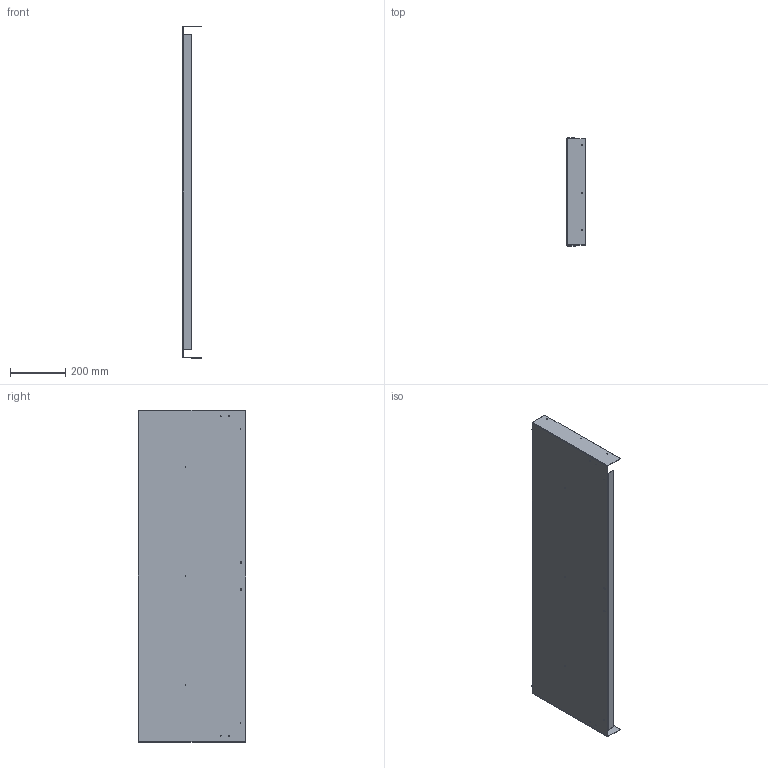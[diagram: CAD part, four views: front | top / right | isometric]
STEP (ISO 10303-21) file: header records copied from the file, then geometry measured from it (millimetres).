
FILE_DESCRIPTION (( 'STEP AP203' ), '1' );
FILE_NAME ('Front_Défaut_sldprt.STEP', '2020-01-15T11:00:21', ( '' ), ( '' ), 'SwSTEP 2.0', 'SolidWorks 2017', '' );
FILE_SCHEMA (( 'CONFIG_CONTROL_DESIGN' ));
Length unit declared in the file: millimetre
Products named in the file (1): Front_Défaut_sldprt
Bounding box: 66 x 391 x 1202 mm (x, y, z)
Volume: 905756.7 mm3; surface area: 1213348.7 mm2
Topology: 1 solids, 1 shells, 92 faces, 222 edges, 132 vertices
Faces by surface type: cylinder 46, plane 46
Entity records: 2799 total; most frequent: DIRECTION 500, CARTESIAN_POINT 447, ORIENTED_EDGE 444, EDGE_CURVE 222, AXIS2_PLACEMENT_3D 185, VERTEX_POINT 132, VECTOR 130, LINE 130
